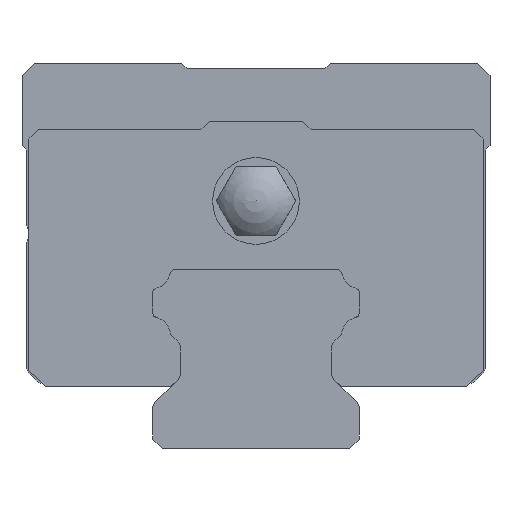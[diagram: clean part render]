
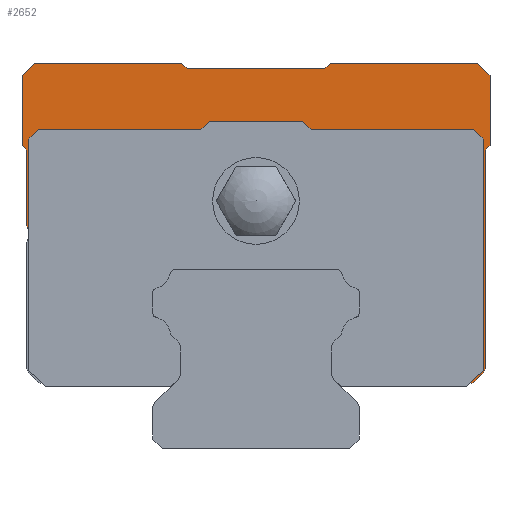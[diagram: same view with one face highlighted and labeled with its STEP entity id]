
A CAD part, front view. The second image highlights one B-rep face of the part: STEP entity #2652.
In plain terms, the highlighted planar face has unit normal (0, -1, 0).
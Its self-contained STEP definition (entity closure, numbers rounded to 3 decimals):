
#128=LINE('',#4836,#374);
#131=LINE('',#4842,#377);
#134=LINE('',#4852,#380);
#137=LINE('',#4858,#383);
#140=LINE('',#4864,#386);
#143=LINE('',#4870,#389);
#146=LINE('',#4880,#392);
#149=LINE('',#4886,#395);
#152=LINE('',#4892,#398);
#155=LINE('',#4898,#401);
#158=LINE('',#4904,#404);
#162=LINE('',#4916,#408);
#172=LINE('',#4943,#418);
#175=LINE('',#4948,#421);
#176=LINE('',#4950,#422);
#177=LINE('',#4952,#423);
#178=LINE('',#4954,#424);
#179=LINE('',#4956,#425);
#180=LINE('',#4958,#426);
#181=LINE('',#4960,#427);
#182=LINE('',#4962,#428);
#183=LINE('',#4964,#429);
#184=LINE('',#4966,#430);
#185=LINE('',#4968,#431);
#374=VECTOR('',#4045,1000.);
#377=VECTOR('',#4050,1000.);
#380=VECTOR('',#4059,1000.);
#383=VECTOR('',#4064,1000.);
#386=VECTOR('',#4069,1000.);
#389=VECTOR('',#4074,1000.);
#392=VECTOR('',#4083,1000.);
#395=VECTOR('',#4088,1000.);
#398=VECTOR('',#4093,1000.);
#401=VECTOR('',#4098,1000.);
#404=VECTOR('',#4103,1000.);
#408=VECTOR('',#4115,1000.);
#418=VECTOR('',#4147,1000.);
#421=VECTOR('',#4152,1000.);
#422=VECTOR('',#4155,1000.);
#423=VECTOR('',#4156,1000.);
#424=VECTOR('',#4157,1000.);
#425=VECTOR('',#4158,1000.);
#426=VECTOR('',#4159,1000.);
#427=VECTOR('',#4160,1000.);
#428=VECTOR('',#4161,1000.);
#429=VECTOR('',#4162,1000.);
#430=VECTOR('',#4163,1000.);
#431=VECTOR('',#4164,1000.);
#584=PLANE('',#3585);
#991=ORIENTED_EDGE('',*,*,#1565,.F.);
#992=ORIENTED_EDGE('',*,*,#1572,.T.);
#993=ORIENTED_EDGE('',*,*,#1573,.T.);
#994=ORIENTED_EDGE('',*,*,#1574,.T.);
#995=ORIENTED_EDGE('',*,*,#1575,.T.);
#996=ORIENTED_EDGE('',*,*,#1576,.T.);
#997=ORIENTED_EDGE('',*,*,#1577,.T.);
#998=ORIENTED_EDGE('',*,*,#1578,.T.);
#999=ORIENTED_EDGE('',*,*,#1579,.T.);
#1000=ORIENTED_EDGE('',*,*,#1580,.T.);
#1001=ORIENTED_EDGE('',*,*,#1581,.T.);
#1002=ORIENTED_EDGE('',*,*,#1558,.F.);
#1003=ORIENTED_EDGE('',*,*,#1554,.F.);
#1004=ORIENTED_EDGE('',*,*,#1551,.F.);
#1005=ORIENTED_EDGE('',*,*,#1548,.F.);
#1006=ORIENTED_EDGE('',*,*,#1545,.F.);
#1007=ORIENTED_EDGE('',*,*,#1542,.F.);
#1008=ORIENTED_EDGE('',*,*,#1539,.F.);
#1009=ORIENTED_EDGE('',*,*,#1536,.F.);
#1010=ORIENTED_EDGE('',*,*,#1531,.F.);
#1011=ORIENTED_EDGE('',*,*,#1528,.F.);
#1012=ORIENTED_EDGE('',*,*,#1525,.F.);
#1013=ORIENTED_EDGE('',*,*,#1522,.F.);
#1014=ORIENTED_EDGE('',*,*,#1517,.F.);
#1015=ORIENTED_EDGE('',*,*,#1514,.F.);
#1016=ORIENTED_EDGE('',*,*,#1571,.F.);
#1017=ORIENTED_EDGE('',*,*,#1568,.F.);
#1514=EDGE_CURVE('',#1847,#1848,#128,.T.);
#1517=EDGE_CURVE('',#1848,#1850,#131,.T.);
#1522=EDGE_CURVE('',#1850,#1854,#134,.T.);
#1525=EDGE_CURVE('',#1854,#1856,#137,.T.);
#1528=EDGE_CURVE('',#1856,#1858,#140,.T.);
#1531=EDGE_CURVE('',#1858,#1860,#143,.T.);
#1536=EDGE_CURVE('',#1860,#1864,#146,.T.);
#1539=EDGE_CURVE('',#1864,#1866,#149,.T.);
#1542=EDGE_CURVE('',#1866,#1868,#152,.T.);
#1545=EDGE_CURVE('',#1868,#1870,#155,.T.);
#1548=EDGE_CURVE('',#1870,#1872,#158,.T.);
#1551=EDGE_CURVE('',#1872,#1874,#2071,.T.);
#1554=EDGE_CURVE('',#1874,#1876,#162,.T.);
#1558=EDGE_CURVE('',#1876,#1878,#2073,.T.);
#1565=EDGE_CURVE('',#1834,#1880,#2075,.T.);
#1568=EDGE_CURVE('',#1880,#1882,#172,.T.);
#1571=EDGE_CURVE('',#1882,#1847,#175,.T.);
#1572=EDGE_CURVE('',#1834,#1883,#176,.T.);
#1573=EDGE_CURVE('',#1883,#1884,#177,.T.);
#1574=EDGE_CURVE('',#1884,#1885,#178,.T.);
#1575=EDGE_CURVE('',#1885,#1886,#179,.T.);
#1576=EDGE_CURVE('',#1886,#1887,#180,.T.);
#1577=EDGE_CURVE('',#1887,#1888,#181,.T.);
#1578=EDGE_CURVE('',#1888,#1889,#182,.T.);
#1579=EDGE_CURVE('',#1889,#1890,#183,.T.);
#1580=EDGE_CURVE('',#1890,#1891,#184,.T.);
#1581=EDGE_CURVE('',#1891,#1878,#185,.T.);
#1834=VERTEX_POINT('',#4807);
#1847=VERTEX_POINT('',#4835);
#1848=VERTEX_POINT('',#4837);
#1850=VERTEX_POINT('',#4843);
#1854=VERTEX_POINT('',#4853);
#1856=VERTEX_POINT('',#4859);
#1858=VERTEX_POINT('',#4865);
#1860=VERTEX_POINT('',#4871);
#1864=VERTEX_POINT('',#4881);
#1866=VERTEX_POINT('',#4887);
#1868=VERTEX_POINT('',#4893);
#1870=VERTEX_POINT('',#4899);
#1872=VERTEX_POINT('',#4905);
#1874=VERTEX_POINT('',#4911);
#1876=VERTEX_POINT('',#4917);
#1878=VERTEX_POINT('',#4922);
#1880=VERTEX_POINT('',#4938);
#1882=VERTEX_POINT('',#4944);
#1883=VERTEX_POINT('',#4951);
#1884=VERTEX_POINT('',#4953);
#1885=VERTEX_POINT('',#4955);
#1886=VERTEX_POINT('',#4957);
#1887=VERTEX_POINT('',#4959);
#1888=VERTEX_POINT('',#4961);
#1889=VERTEX_POINT('',#4963);
#1890=VERTEX_POINT('',#4965);
#1891=VERTEX_POINT('',#4967);
#2071=CIRCLE('',#3571,1.);
#2073=CIRCLE('',#3575,1.);
#2075=CIRCLE('',#3582,1.);
#2229=EDGE_LOOP('',(#991,#992,#993,#994,#995,#996,#997,#998,#999,#1000,
#1001,#1002,#1003,#1004,#1005,#1006,#1007,#1008,#1009,#1010,#1011,#1012,
#1013,#1014,#1015,#1016,#1017));
#2421=FACE_BOUND('',#2229,.T.);
#2652=ADVANCED_FACE('',(#2421),#584,.F.);
#3571=AXIS2_PLACEMENT_3D('',#4910,#4109,#4110);
#3575=AXIS2_PLACEMENT_3D('',#4924,#4122,#4123);
#3582=AXIS2_PLACEMENT_3D('',#4937,#4141,#4142);
#3585=AXIS2_PLACEMENT_3D('',#4949,#4153,#4154);
#4045=DIRECTION('',(0.,0.,1.));
#4050=DIRECTION('',(0.707,0.,0.707));
#4059=DIRECTION('',(1.,0.,0.));
#4064=DIRECTION('',(0.707,0.,-0.707));
#4069=DIRECTION('',(1.,0.,0.));
#4074=DIRECTION('',(0.707,0.,0.707));
#4083=DIRECTION('',(1.,0.,0.));
#4088=DIRECTION('',(0.707,0.,-0.707));
#4093=DIRECTION('',(0.,0.,-1.));
#4098=DIRECTION('',(-0.707,0.,-0.707));
#4103=DIRECTION('',(0.,0.,-1.));
#4109=DIRECTION('',(0.,1.,0.));
#4110=DIRECTION('',(-1.,0.,0.));
#4115=DIRECTION('',(-0.707,0.,-0.707));
#4122=DIRECTION('',(0.,1.,0.));
#4123=DIRECTION('',(1.,0.,0.));
#4141=DIRECTION('',(0.,-1.,0.));
#4142=DIRECTION('',(-1.,0.,0.));
#4147=DIRECTION('',(0.,0.,1.));
#4152=DIRECTION('',(-0.707,0.,0.707));
#4153=DIRECTION('',(0.,1.,0.));
#4154=DIRECTION('',(0.,0.,1.));
#4155=DIRECTION('',(0.,0.,1.));
#4156=DIRECTION('',(0.707,0.,0.707));
#4157=DIRECTION('',(1.,0.,0.));
#4158=DIRECTION('',(0.707,0.,0.707));
#4159=DIRECTION('',(1.,0.,0.));
#4160=DIRECTION('',(0.707,0.,-0.707));
#4161=DIRECTION('',(1.,0.,0.));
#4162=DIRECTION('',(0.707,0.,-0.707));
#4163=DIRECTION('',(0.,0.,-1.));
#4164=DIRECTION('',(-0.707,0.,-0.707));
#4807=CARTESIAN_POINT('',(-16.5,-24.55,15.6));
#4835=CARTESIAN_POINT('',(-17.,-24.55,22.));
#4836=CARTESIAN_POINT('',(-17.,-24.55,27.1));
#4837=CARTESIAN_POINT('',(-17.,-24.55,27.1));
#4842=CARTESIAN_POINT('',(-17.,-24.55,27.1));
#4843=CARTESIAN_POINT('',(-16.1,-24.55,28.));
#4852=CARTESIAN_POINT('',(-16.1,-24.55,28.));
#4853=CARTESIAN_POINT('',(-5.4,-24.55,28.));
#4858=CARTESIAN_POINT('',(-5.4,-24.55,28.));
#4859=CARTESIAN_POINT('',(-5.,-24.55,27.6));
#4864=CARTESIAN_POINT('',(-5.,-24.55,27.6));
#4865=CARTESIAN_POINT('',(5.,-24.55,27.6));
#4870=CARTESIAN_POINT('',(5.,-24.55,27.6));
#4871=CARTESIAN_POINT('',(5.4,-24.55,28.));
#4880=CARTESIAN_POINT('',(5.4,-24.55,28.));
#4881=CARTESIAN_POINT('',(16.1,-24.55,28.));
#4886=CARTESIAN_POINT('',(16.1,-24.55,28.));
#4887=CARTESIAN_POINT('',(17.,-24.55,27.1));
#4892=CARTESIAN_POINT('',(17.,-24.55,27.1));
#4893=CARTESIAN_POINT('',(17.,-24.55,22.));
#4898=CARTESIAN_POINT('',(16.7,-24.55,21.7));
#4899=CARTESIAN_POINT('',(16.7,-24.55,21.7));
#4904=CARTESIAN_POINT('',(16.7,-24.55,21.7));
#4905=CARTESIAN_POINT('',(16.7,-24.55,6.114));
#4910=CARTESIAN_POINT('',(15.7,-24.55,6.114));
#4911=CARTESIAN_POINT('',(16.407,-24.55,5.407));
#4916=CARTESIAN_POINT('',(15.993,-24.55,4.993));
#4917=CARTESIAN_POINT('',(15.993,-24.55,4.993));
#4922=CARTESIAN_POINT('',(15.53,-24.55,4.73));
#4924=CARTESIAN_POINT('',(15.286,-24.55,5.7));
#4937=CARTESIAN_POINT('',(-17.5,-24.55,15.6));
#4938=CARTESIAN_POINT('',(-16.7,-24.55,16.2));
#4943=CARTESIAN_POINT('',(-16.7,-24.55,21.7));
#4944=CARTESIAN_POINT('',(-16.7,-24.55,21.7));
#4948=CARTESIAN_POINT('',(-16.7,-24.55,21.7));
#4949=CARTESIAN_POINT('',(15.7,-24.55,6.114));
#4950=CARTESIAN_POINT('',(-16.5,-24.55,6.114));
#4951=CARTESIAN_POINT('',(-16.5,-24.55,22.5));
#4952=CARTESIAN_POINT('',(-8.593,-24.55,30.407));
#4953=CARTESIAN_POINT('',(-15.8,-24.55,23.2));
#4954=CARTESIAN_POINT('',(15.7,-24.55,23.2));
#4955=CARTESIAN_POINT('',(-4.,-24.55,23.2));
#4956=CARTESIAN_POINT('',(-2.693,-24.55,24.507));
#4957=CARTESIAN_POINT('',(-3.4,-24.55,23.8));
#4958=CARTESIAN_POINT('',(15.7,-24.55,23.8));
#4959=CARTESIAN_POINT('',(3.4,-24.55,23.8));
#4960=CARTESIAN_POINT('',(18.393,-24.55,8.807));
#4961=CARTESIAN_POINT('',(4.,-24.55,23.2));
#4962=CARTESIAN_POINT('',(15.7,-24.55,23.2));
#4963=CARTESIAN_POINT('',(15.8,-24.55,23.2));
#4964=CARTESIAN_POINT('',(24.293,-24.55,14.707));
#4965=CARTESIAN_POINT('',(16.5,-24.55,22.5));
#4966=CARTESIAN_POINT('',(16.5,-24.55,6.114));
#4967=CARTESIAN_POINT('',(16.5,-24.55,5.7));
#4968=CARTESIAN_POINT('',(16.307,-24.55,5.507));
